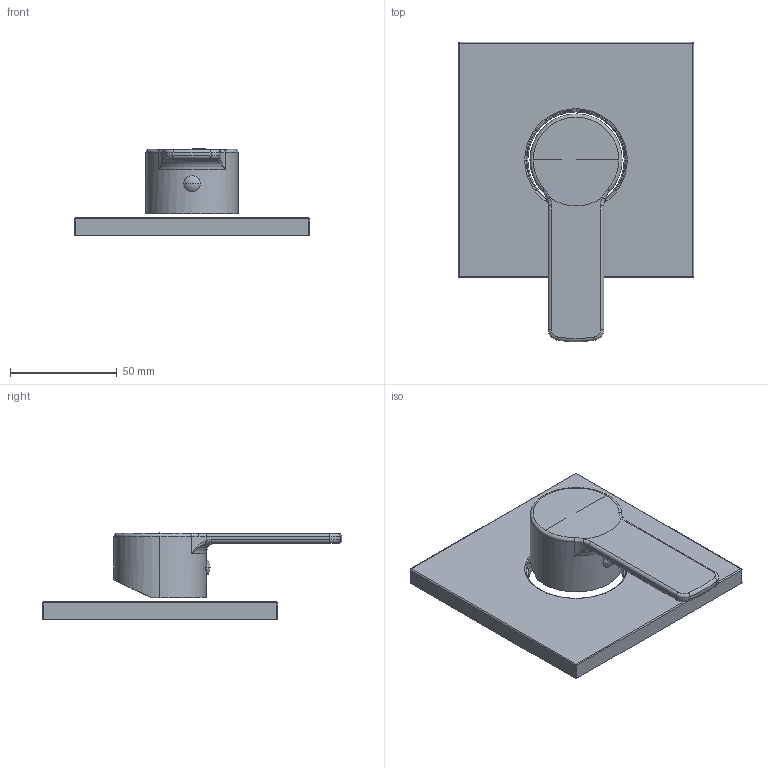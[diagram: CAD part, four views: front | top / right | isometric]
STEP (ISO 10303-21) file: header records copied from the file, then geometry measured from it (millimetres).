
FILE_DESCRIPTION((''),'2;1');
FILE_NAME('RED010CREST','2021-11-08T13:23:36',('ut3'),('PAFFONI SpA'),'CREO PARAMETRIC BY PTC INC, 2020044','CREO PARAMETRIC BY PTC INC, 2020044','');
FILE_SCHEMA(('CONFIG_CONTROL_DESIGN','SHAPE_APPEARANCE_LAYERS_GROUPS'));
Length unit declared in the file: millimetre
Products named in the file (1): RED010CREST
Bounding box: 110 x 139.91 x 40.23 mm (x, y, z)
Volume: 83340.8 mm3; surface area: 48411 mm2
Topology: 2 solids, 3 shells, 316 faces, 733 edges, 424 vertices
Faces by surface type: cylinder 115, plane 90, bspline 38, sphere 34, torus 30, cone 9
Entity records: 13685 total; most frequent: CARTESIAN_POINT 4487, ORIENTED_EDGE 1458, DIRECTION 1438, EDGE_CURVE 729, AXIS2_PLACEMENT_3D 567, VERTEX_POINT 424, EDGE_LOOP 335, FACE_OUTER_BOUND 316
